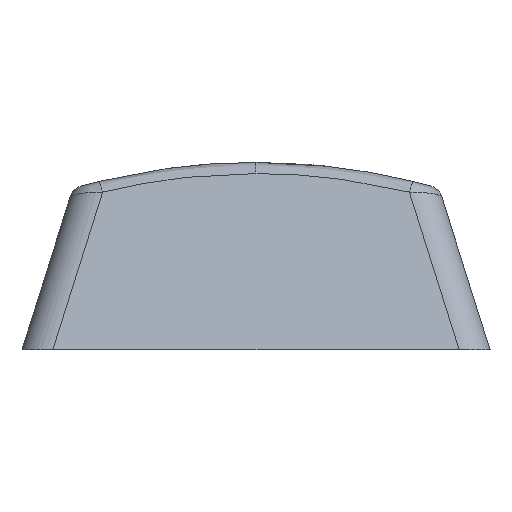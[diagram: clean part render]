
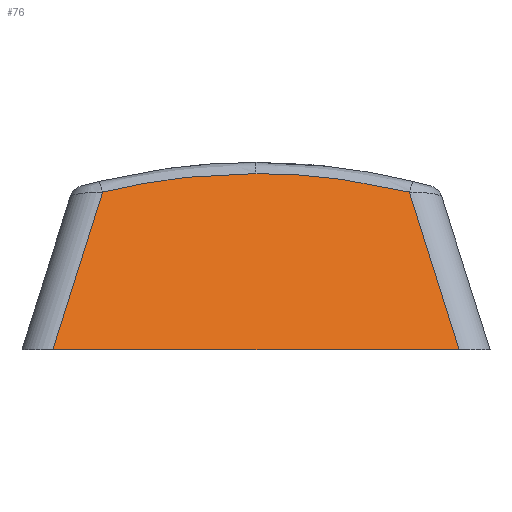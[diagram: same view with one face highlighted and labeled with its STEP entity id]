
A CAD part, left-side view. The second image highlights one B-rep face of the part: STEP entity #76.
In plain terms, the highlighted planar face has unit normal (-0.95, 0, 0.312).
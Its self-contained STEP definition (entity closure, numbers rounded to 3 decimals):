
#27=CARTESIAN_POINT('',(82.366,143.35,2.671));
#28=DIRECTION('',(0.95,0.,-0.312));
#29=DIRECTION('',(0.312,0.,0.95));
#30=AXIS2_PLACEMENT_3D('',#27,#28,#29);
#31=PLANE('',#30);
#32=CARTESIAN_POINT('',(81.488,135.538,0.));
#33=VERTEX_POINT('',#32);
#34=CARTESIAN_POINT('',(83.479,137.449,6.054));
#35=VERTEX_POINT('',#34);
#36=CARTESIAN_POINT('',(81.488,135.538,-0.));
#37=DIRECTION('',(0.299,0.287,0.91));
#38=VECTOR('',#37,6.654);
#39=LINE('',#36,#38);
#40=EDGE_CURVE('',#33,#35,#39,.T.);
#41=ORIENTED_EDGE('',*,*,#40,.T.);
#42=CARTESIAN_POINT('',(83.715,143.35,6.77));
#43=VERTEX_POINT('',#42);
#44=CARTESIAN_POINT('',(75.599,143.35,-17.9));
#45=DIRECTION('',(-0.95,-0.,0.312));
#46=DIRECTION('',(0.312,0.,0.95));
#47=AXIS2_PLACEMENT_3D('',#44,#45,#46);
#48=ELLIPSE('',#47,25.971,24.671);
#49=EDGE_CURVE('',#35,#43,#48,.T.);
#50=ORIENTED_EDGE('',*,*,#49,.T.);
#51=CARTESIAN_POINT('',(83.479,149.251,6.054));
#52=VERTEX_POINT('',#51);
#53=CARTESIAN_POINT('',(75.599,143.35,-17.9));
#54=DIRECTION('',(-0.95,-0.,0.312));
#55=DIRECTION('',(0.312,0.,0.95));
#56=AXIS2_PLACEMENT_3D('',#53,#54,#55);
#57=ELLIPSE('',#56,25.971,24.671);
#58=EDGE_CURVE('',#43,#52,#57,.T.);
#59=ORIENTED_EDGE('',*,*,#58,.T.);
#60=CARTESIAN_POINT('',(81.488,151.162,0.));
#61=VERTEX_POINT('',#60);
#62=CARTESIAN_POINT('',(83.479,149.251,6.054));
#63=DIRECTION('',(-0.299,0.287,-0.91));
#64=VECTOR('',#63,6.654);
#65=LINE('',#62,#64);
#66=EDGE_CURVE('',#52,#61,#65,.T.);
#67=ORIENTED_EDGE('',*,*,#66,.T.);
#68=CARTESIAN_POINT('',(81.488,135.538,0.));
#69=DIRECTION('',(-0.,1.,-0.));
#70=VECTOR('',#69,15.625);
#71=LINE('',#68,#70);
#72=EDGE_CURVE('',#33,#61,#71,.T.);
#73=ORIENTED_EDGE('',*,*,#72,.F.);
#74=EDGE_LOOP('',(#41,#50,#59,#67,#73));
#75=FACE_BOUND('',#74,.T.);
#76=ADVANCED_FACE('',(#75),#31,.F.);
